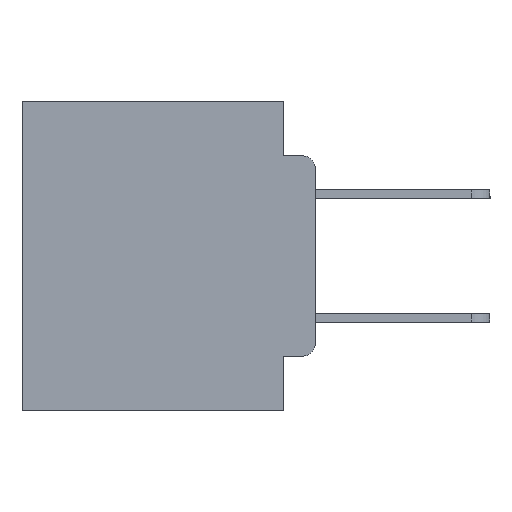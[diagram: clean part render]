
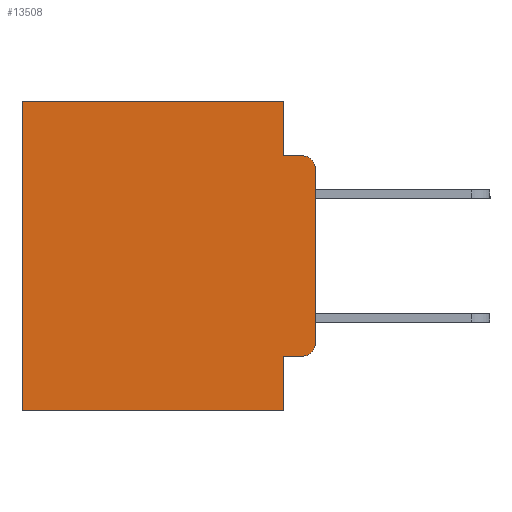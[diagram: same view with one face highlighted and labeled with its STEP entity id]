
A CAD part, left-side view. The second image highlights one B-rep face of the part: STEP entity #13508.
In plain terms, the highlighted planar face has unit normal (-1, 0, 0).
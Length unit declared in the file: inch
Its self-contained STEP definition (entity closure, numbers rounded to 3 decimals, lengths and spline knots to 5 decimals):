
#111 = CARTESIAN_POINT ( 'NONE',  ( 0.298, 0., -0.5 ) ) ;
#426 = VECTOR ( 'NONE', #20830, 39.37008 ) ;
#756 = EDGE_CURVE ( 'NONE', #16275, #14702, #20967, .T. ) ;
#1013 = VECTOR ( 'NONE', #13545, 39.37008 ) ;
#1604 = ORIENTED_EDGE ( 'NONE', *, *, #2343, .F. ) ;
#1835 = VECTOR ( 'NONE', #24885, 39.37008 ) ;
#1904 = EDGE_CURVE ( 'NONE', #21374, #15036, #5838, .T. ) ;
#1992 = CARTESIAN_POINT ( 'NONE',  ( 0.298, 0.051, -0.0885 ) ) ;
#2343 = EDGE_CURVE ( 'NONE', #5367, #20074, #16569, .T. ) ;
#2870 = CARTESIAN_POINT ( 'NONE',  ( 0.298, 0.02, -0.1085 ) ) ;
#3206 = ORIENTED_EDGE ( 'NONE', *, *, #19706, .T. ) ;
#4261 = EDGE_CURVE ( 'NONE', #20074, #15036, #15852, .T. ) ;
#4398 = CARTESIAN_POINT ( 'NONE',  ( 0.298, 0.051, 0. ) ) ;
#4885 = DIRECTION ( 'NONE',  ( 0., 0., -1. ) ) ;
#4929 = VECTOR ( 'NONE', #25145, 39.37008 ) ;
#5212 = ORIENTED_EDGE ( 'NONE', *, *, #20163, .F. ) ;
#5289 = DIRECTION ( 'NONE',  ( -1., 0., 0. ) ) ;
#5336 = PLANE ( 'NONE',  #22193 ) ;
#5367 = VERTEX_POINT ( 'NONE', #15855 ) ;
#5373 = CARTESIAN_POINT ( 'NONE',  ( 0.298, 0., 0. ) ) ;
#5838 = LINE ( 'NONE', #15671, #426 ) ;
#7216 = LINE ( 'NONE', #13080, #1835 ) ;
#7316 = ORIENTED_EDGE ( 'NONE', *, *, #1904, .T. ) ;
#7471 = CARTESIAN_POINT ( 'NONE',  ( 0.298, 0., -0.1085 ) ) ;
#9150 = EDGE_CURVE ( 'NONE', #5367, #25825, #7216, .T. ) ;
#9441 = DIRECTION ( 'NONE',  ( 1., 0., 0. ) ) ;
#9615 = CARTESIAN_POINT ( 'NONE',  ( 0.298, 0.02, -0.4115 ) ) ;
#10000 = VERTEX_POINT ( 'NONE', #7471 ) ;
#10235 = VERTEX_POINT ( 'NONE', #12252 ) ;
#10523 = VECTOR ( 'NONE', #18298, 39.37008 ) ;
#10555 = VECTOR ( 'NONE', #11076, 39.37008 ) ;
#11076 = DIRECTION ( 'NONE',  ( 0., 0., -1. ) ) ;
#11115 = CARTESIAN_POINT ( 'NONE',  ( 0.298, 0.473, -0.5 ) ) ;
#11248 = VECTOR ( 'NONE', #11301, 39.37008 ) ;
#11301 = DIRECTION ( 'NONE',  ( 0., 0., -1. ) ) ;
#12105 = EDGE_LOOP ( 'NONE', ( #5212, #19390, #13993, #15670, #3206, #7316, #19864, #1604, #21504, #24652 ) ) ;
#12252 = CARTESIAN_POINT ( 'NONE',  ( 0.298, 0.02, -0.0885 ) ) ;
#13080 = CARTESIAN_POINT ( 'NONE',  ( 0.298, 0.051, -0.4115 ) ) ;
#13424 = CARTESIAN_POINT ( 'NONE',  ( 0.298, 0., 0. ) ) ;
#13508 = ADVANCED_FACE ( 'NONE', ( #14281 ), #5336, .F. ) ;
#13545 = DIRECTION ( 'NONE',  ( 0., 1., 0. ) ) ;
#13954 = CARTESIAN_POINT ( 'NONE',  ( 0.298, 0., -0.3915 ) ) ;
#13993 = ORIENTED_EDGE ( 'NONE', *, *, #24079, .F. ) ;
#14281 = FACE_OUTER_BOUND ( 'NONE', #12105, .T. ) ;
#14702 = VERTEX_POINT ( 'NONE', #23516 ) ;
#15036 = VERTEX_POINT ( 'NONE', #11115 ) ;
#15344 = VECTOR ( 'NONE', #20112, 39.37008 ) ;
#15670 = ORIENTED_EDGE ( 'NONE', *, *, #756, .F. ) ;
#15671 = CARTESIAN_POINT ( 'NONE',  ( 0.298, 0.473, 0. ) ) ;
#15852 = LINE ( 'NONE', #111, #10523 ) ;
#15855 = CARTESIAN_POINT ( 'NONE',  ( 0.298, 0.051, -0.4115 ) ) ;
#15892 = LINE ( 'NONE', #20981, #10555 ) ;
#15907 = EDGE_CURVE ( 'NONE', #25825, #21264, #24293, .T. ) ;
#16275 = VERTEX_POINT ( 'NONE', #4398 ) ;
#16569 = LINE ( 'NONE', #23669, #11248 ) ;
#16854 = CARTESIAN_POINT ( 'NONE',  ( 0.298, 0.051, -0.5 ) ) ;
#16955 = AXIS2_PLACEMENT_3D ( 'NONE', #17387, #5289, #19351 ) ;
#17002 = DIRECTION ( 'NONE',  ( -1., 0., 0. ) ) ;
#17387 = CARTESIAN_POINT ( 'NONE',  ( 0.298, 0.02, -0.3915 ) ) ;
#17583 = CIRCLE ( 'NONE', #19334, 0.02 ) ;
#18298 = DIRECTION ( 'NONE',  ( 0., 1., 0. ) ) ;
#19334 = AXIS2_PLACEMENT_3D ( 'NONE', #2870, #17002, #4885 ) ;
#19351 = DIRECTION ( 'NONE',  ( 0., 0., -1. ) ) ;
#19390 = ORIENTED_EDGE ( 'NONE', *, *, #22801, .T. ) ;
#19706 = EDGE_CURVE ( 'NONE', #16275, #21374, #22383, .T. ) ;
#19864 = ORIENTED_EDGE ( 'NONE', *, *, #4261, .F. ) ;
#20074 = VERTEX_POINT ( 'NONE', #16854 ) ;
#20112 = DIRECTION ( 'NONE',  ( 0., -1., 0. ) ) ;
#20163 = EDGE_CURVE ( 'NONE', #10000, #21264, #15892, .T. ) ;
#20605 = LINE ( 'NONE', #1992, #15344 ) ;
#20830 = DIRECTION ( 'NONE',  ( 0., 0., -1. ) ) ;
#20967 = LINE ( 'NONE', #25221, #4929 ) ;
#20981 = CARTESIAN_POINT ( 'NONE',  ( 0.298, 0., 0. ) ) ;
#21264 = VERTEX_POINT ( 'NONE', #13954 ) ;
#21374 = VERTEX_POINT ( 'NONE', #22170 ) ;
#21504 = ORIENTED_EDGE ( 'NONE', *, *, #9150, .T. ) ;
#22170 = CARTESIAN_POINT ( 'NONE',  ( 0.298, 0.473, 0. ) ) ;
#22193 = AXIS2_PLACEMENT_3D ( 'NONE', #13424, #9441, #23368 ) ;
#22383 = LINE ( 'NONE', #5373, #1013 ) ;
#22801 = EDGE_CURVE ( 'NONE', #10000, #10235, #17583, .T. ) ;
#23368 = DIRECTION ( 'NONE',  ( 0., 0., -1. ) ) ;
#23516 = CARTESIAN_POINT ( 'NONE',  ( 0.298, 0.051, -0.0885 ) ) ;
#23669 = CARTESIAN_POINT ( 'NONE',  ( 0.298, 0.051, 0. ) ) ;
#24079 = EDGE_CURVE ( 'NONE', #14702, #10235, #20605, .T. ) ;
#24293 = CIRCLE ( 'NONE', #16955, 0.02 ) ;
#24652 = ORIENTED_EDGE ( 'NONE', *, *, #15907, .T. ) ;
#24885 = DIRECTION ( 'NONE',  ( 0., -1., 0. ) ) ;
#25145 = DIRECTION ( 'NONE',  ( 0., 0., -1. ) ) ;
#25221 = CARTESIAN_POINT ( 'NONE',  ( 0.298, 0.051, 0. ) ) ;
#25825 = VERTEX_POINT ( 'NONE', #9615 ) ;
